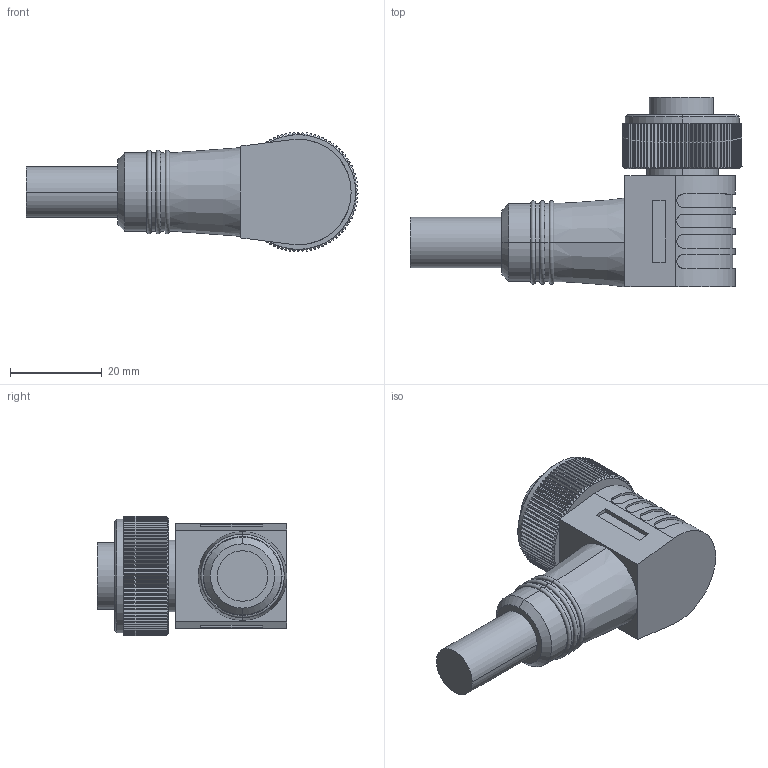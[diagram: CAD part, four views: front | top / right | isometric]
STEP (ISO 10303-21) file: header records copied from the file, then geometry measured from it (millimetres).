
FILE_DESCRIPTION((''),'2;1');
FILE_NAME('MLK6-_M-20_ASM','2019-04-25T',('Administrator'),(''),'PRO/ENGINEER BY PARAMETRIC TECHNOLOGY CORPORATION, 2012480','PRO/ENGINEER BY PARAMETRIC TECHNOLOGY CORPORATION, 2012480','');
FILE_SCHEMA(('CONFIG_CONTROL_DESIGN'));
Length unit declared in the file: millimetre
Products named in the file (1): MLK6-_M-20_ASM
Bounding box: 72.3 x 41.3 x 26 mm (x, y, z)
Volume: 25171.2 mm3; surface area: 12657 mm2
Topology: 1 solids, 15 shells, 718 faces, 1833 edges, 1186 vertices
Faces by surface type: plane 334, cylinder 306, cone 72, torus 6
Entity records: 22457 total; most frequent: CARTESIAN_POINT 4867, DIRECTION 3729, ORIENTED_EDGE 3618, EDGE_CURVE 1809, AXIS2_PLACEMENT_3D 1422, VERTEX_POINT 1186, VECTOR 885, LINE 885
